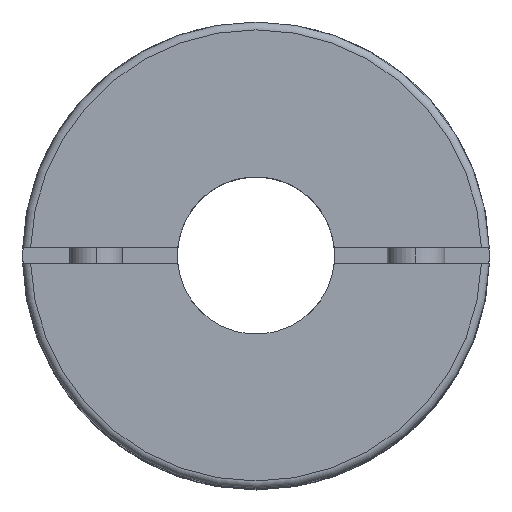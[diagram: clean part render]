
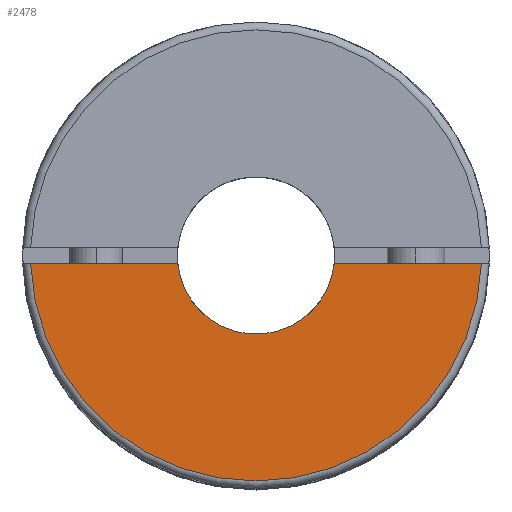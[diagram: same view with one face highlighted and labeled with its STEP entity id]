
A CAD part, top view. The second image highlights one B-rep face of the part: STEP entity #2478.
In plain terms, the highlighted planar face has unit normal (0, 0, 1).
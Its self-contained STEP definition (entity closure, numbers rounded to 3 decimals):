
#104 = EDGE_CURVE ( 'NONE', #3118, #3310, #3397, .T. ) ;
#181 = EDGE_CURVE ( 'NONE', #3310, #4188, #624, .T. ) ;
#236 = CARTESIAN_POINT ( 'NONE',  ( -8.9, -0.3, 0. ) ) ;
#316 = AXIS2_PLACEMENT_3D ( 'NONE', #2666, #4316, #3924 ) ;
#444 = ORIENTED_EDGE ( 'NONE', *, *, #2169, .F. ) ;
#571 = DIRECTION ( 'NONE',  ( 1., 0., 0. ) ) ;
#583 = AXIS2_PLACEMENT_3D ( 'NONE', #645, #724, #2273 ) ;
#624 = CIRCLE ( 'NONE', #3941, 8.6 ) ;
#645 = CARTESIAN_POINT ( 'NONE',  ( 0., 0., 0. ) ) ;
#690 = ORIENTED_EDGE ( 'NONE', *, *, #181, .F. ) ;
#724 = DIRECTION ( 'NONE',  ( 0., 0., -1. ) ) ;
#1218 = VECTOR ( 'NONE', #571, 1000. ) ;
#1408 = CARTESIAN_POINT ( 'NONE',  ( -8.9, -0.3, 0. ) ) ;
#1446 = PLANE ( 'NONE',  #316 ) ;
#1460 = CARTESIAN_POINT ( 'NONE',  ( 8.595, -0.3, 0. ) ) ;
#1832 = DIRECTION ( 'NONE',  ( 0., 0., -1. ) ) ;
#2169 = EDGE_CURVE ( 'NONE', #4188, #3793, #2387, .T. ) ;
#2273 = DIRECTION ( 'NONE',  ( -1., 0., 0. ) ) ;
#2359 = DIRECTION ( 'NONE',  ( 1., 0., 0. ) ) ;
#2387 = LINE ( 'NONE', #236, #4588 ) ;
#2478 = ADVANCED_FACE ( 'NONE', ( #4373 ), #1446, .T. ) ;
#2481 = EDGE_CURVE ( 'NONE', #3118, #3793, #2885, .T. ) ;
#2494 = CARTESIAN_POINT ( 'NONE',  ( -8.595, -0.3, 0. ) ) ;
#2666 = CARTESIAN_POINT ( 'NONE',  ( 0., 8.6, 0. ) ) ;
#2885 = CIRCLE ( 'NONE', #583, 3. ) ;
#2993 = ORIENTED_EDGE ( 'NONE', *, *, #2481, .T. ) ;
#3118 = VERTEX_POINT ( 'NONE', #4608 ) ;
#3310 = VERTEX_POINT ( 'NONE', #1460 ) ;
#3397 = LINE ( 'NONE', #1408, #1218 ) ;
#3451 = DIRECTION ( 'NONE',  ( -1., 0., 0. ) ) ;
#3793 = VERTEX_POINT ( 'NONE', #4573 ) ;
#3924 = DIRECTION ( 'NONE',  ( 1., 0., 0. ) ) ;
#3941 = AXIS2_PLACEMENT_3D ( 'NONE', #4228, #1832, #3451 ) ;
#4188 = VERTEX_POINT ( 'NONE', #2494 ) ;
#4228 = CARTESIAN_POINT ( 'NONE',  ( 0., 0., 0. ) ) ;
#4316 = DIRECTION ( 'NONE',  ( 0., 0., 1. ) ) ;
#4373 = FACE_OUTER_BOUND ( 'NONE', #4400, .T. ) ;
#4400 = EDGE_LOOP ( 'NONE', ( #444, #690, #5175, #2993 ) ) ;
#4573 = CARTESIAN_POINT ( 'NONE',  ( -2.985, -0.3, 0. ) ) ;
#4588 = VECTOR ( 'NONE', #2359, 1000. ) ;
#4608 = CARTESIAN_POINT ( 'NONE',  ( 2.985, -0.3, 0. ) ) ;
#5175 = ORIENTED_EDGE ( 'NONE', *, *, #104, .F. ) ;
